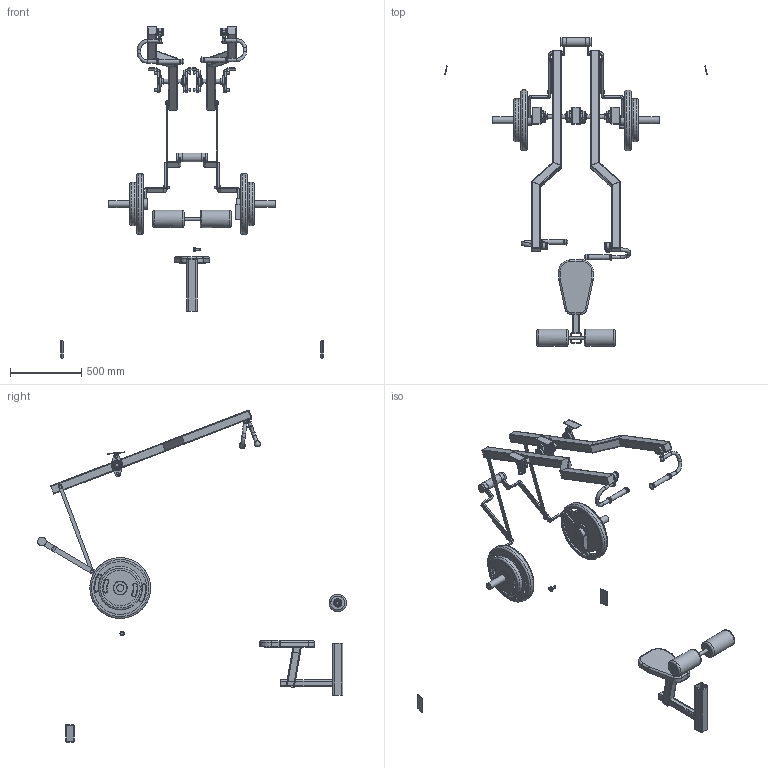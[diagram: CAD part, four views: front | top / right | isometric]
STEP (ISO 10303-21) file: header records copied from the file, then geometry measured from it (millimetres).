
FILE_DESCRIPTION(('FreeCAD Model'),'2;1');
FILE_NAME('Open CASCADE Shape Model','2025-05-08T00:31:12',('FreeCAD'),( 'FreeCAD'),'Open CASCADE STEP processor 7.6','FreeCAD','Unknown');
FILE_SCHEMA(('AUTOMOTIVE_DESIGN { 1 0 10303 214 1 1 1 1 }'));
Products named in the file (1): Open CASCADE STEP translator 7.6 1
Bounding box: 1844.97 x 2172.77 x 2335.86 mm (x, y, z)
Volume: 29803042.5 mm3; surface area: 4592490.3 mm2
Topology: 73 solids, 81 shells, 1425 faces, 3171 edges, 2093 vertices
Faces by surface type: bspline 1425
Entity records: 45551 total; most frequent: CARTESIAN_POINT 26717, ORIENTED_EDGE 6276, EDGE_CURVE 3138, VERTEX_POINT 2033, FACE_BOUND 1699, EDGE_LOOP 1699, B_SPLINE_CURVE_WITH_KNOTS 1641, ADVANCED_FACE 1425
